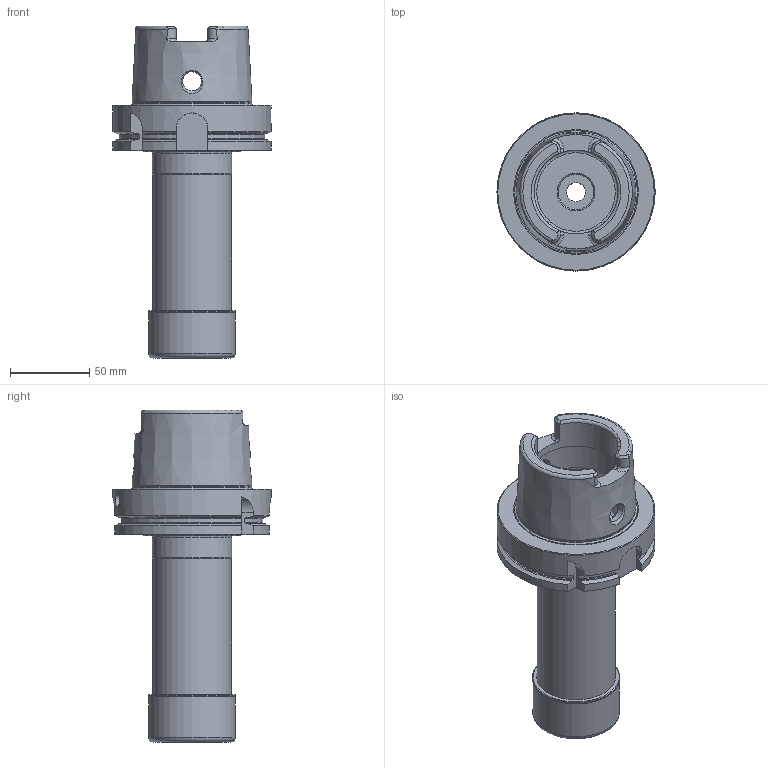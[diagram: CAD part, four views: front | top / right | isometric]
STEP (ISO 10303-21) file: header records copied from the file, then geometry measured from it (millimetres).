
FILE_DESCRIPTION(/* description */ (''),/* implementation_level */ '2;1');
FILE_NAME(/* name */ '550073280.stp',/* time_stamp */ '2021-01-08T12:25:27',/* author */ ('LRA'),/* organization */ ('REGO-FIX'),/* preprocessor_version */ ' Unknown',/* originating_system */ 'SIEMENS PLM Software Solid Edge ST10',/* authorization */ 'Unknown');
FILE_SCHEMA (('AUTOMOTIVE_DESIGN { 1 0 10303 214 2 1 1}'));
Length unit declared in the file: millimetre
Products named in the file (1): 0012650
Bounding box: 100 x 100 x 210 mm (x, y, z)
Volume: 446323.9 mm3; surface area: 89568.5 mm2
Topology: 2 solids, 2 shells, 151 faces, 378 edges, 238 vertices
Faces by surface type: plane 42, cylinder 42, cone 36, torus 31
Full cylindrical faces by diameter (mm): 8.5 x1, 10 x1, 12 x3, 22.376 x1, 25 x1, 33 x1, 38.25 x1, 42 x1, 48.376 x1, 50 x2, 50.05 x1, 50.5 x1, 51 x1, 53 x2, 55 x1, 55.4 x1, 63 x1, 75.459 x1, 100 x1
Entity records: 5354 total; most frequent: CARTESIAN_POINT 1076, DIRECTION 668, ORIENTED_EDGE 584, AXIS2_PLACEMENT_3D 294, EDGE_CURVE 292, EDGE_LOOP 230, FACE_BOUND 230, VERTEX_POINT 216
